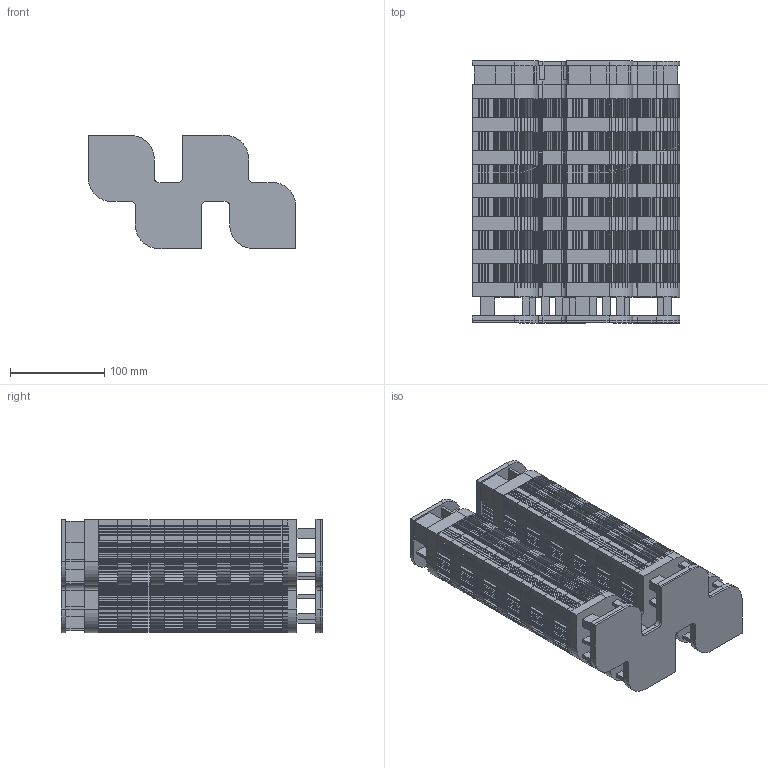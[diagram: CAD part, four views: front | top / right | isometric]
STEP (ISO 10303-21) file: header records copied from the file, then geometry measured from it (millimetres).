
FILE_DESCRIPTION(/* description */ (''),/* implementation_level */ '2;1');
FILE_NAME(/* name */ 'IITH- hostels v22.step',/* time_stamp */ '2025-07-03T21:05:34+05:30',/* author */ (''),/* organization */ (''),/* preprocessor_version */ 'ST-DEVELOPER v20.1',/* originating_system */ 'Autodesk Translation Framework v14.10.0.0',/* authorisation */ '');
FILE_SCHEMA (('AUTOMOTIVE_DESIGN { 1 0 10303 214 3 1 1 }'));
Products named in the file (1): IITH- hostels
Bounding box: 220 x 277.5 x 120 mm (x, y, z)
Volume: 4224450.2 mm3; surface area: 1211970.9 mm2
Topology: 334 solids, 334 shells, 2988 faces, 6960 edges, 4640 vertices
Faces by surface type: plane 2673, cylinder 315
Entity records: 83670 total; most frequent: CARTESIAN_POINT 14589, ORIENTED_EDGE 13920, DIRECTION 13578, EDGE_CURVE 6960, LINE 6320, VECTOR 6320, VERTEX_POINT 4640, AXIS2_PLACEMENT_3D 3629
